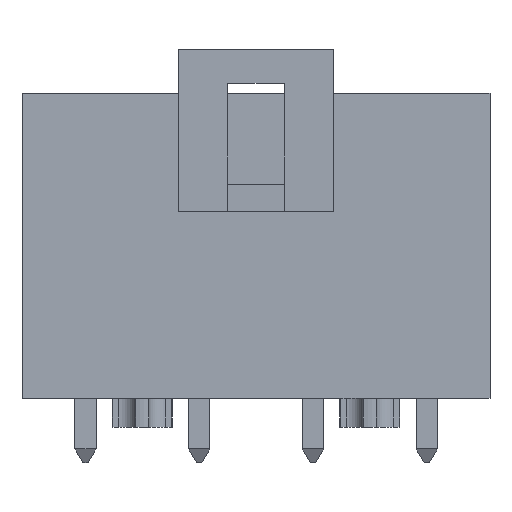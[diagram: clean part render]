
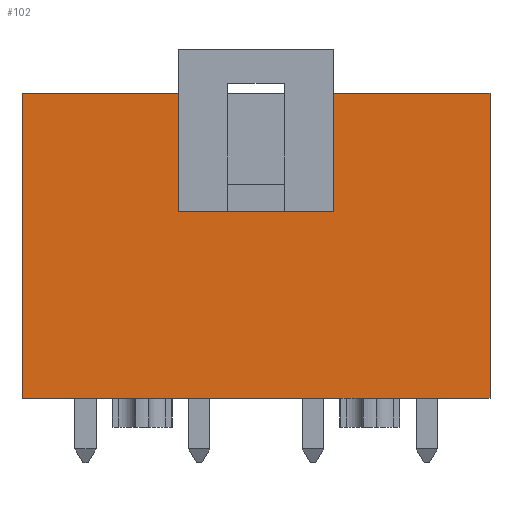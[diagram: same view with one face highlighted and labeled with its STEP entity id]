
A CAD part, front view. The second image highlights one B-rep face of the part: STEP entity #102.
In plain terms, the highlighted planar face has unit normal (0, -1, 0).
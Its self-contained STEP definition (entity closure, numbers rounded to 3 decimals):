
#102=ADVANCED_FACE('',(#420),#269,.T.);
#269=PLANE('',#3173);
#420=FACE_OUTER_BOUND('',#582,.T.);
#582=EDGE_LOOP('',(#828,#829,#830,#831,#832,#833,#834,#835));
#828=ORIENTED_EDGE('',*,*,#1985,.T.);
#829=ORIENTED_EDGE('',*,*,#1986,.T.);
#830=ORIENTED_EDGE('',*,*,#1942,.T.);
#831=ORIENTED_EDGE('',*,*,#1987,.T.);
#832=ORIENTED_EDGE('',*,*,#1988,.T.);
#833=ORIENTED_EDGE('',*,*,#1989,.T.);
#834=ORIENTED_EDGE('',*,*,#1950,.T.);
#835=ORIENTED_EDGE('',*,*,#1990,.F.);
#1660=VERTEX_POINT('',#4232);
#1661=VERTEX_POINT('',#4234);
#1668=VERTEX_POINT('',#4248);
#1669=VERTEX_POINT('',#4250);
#1700=VERTEX_POINT('',#4320);
#1701=VERTEX_POINT('',#4321);
#1702=VERTEX_POINT('',#4324);
#1703=VERTEX_POINT('',#4326);
#1942=EDGE_CURVE('',#1661,#1660,#2381,.T.);
#1950=EDGE_CURVE('',#1669,#1668,#2389,.T.);
#1985=EDGE_CURVE('',#1700,#1701,#2424,.T.);
#1986=EDGE_CURVE('',#1701,#1661,#2425,.T.);
#1987=EDGE_CURVE('',#1660,#1702,#2426,.T.);
#1988=EDGE_CURVE('',#1702,#1703,#2427,.T.);
#1989=EDGE_CURVE('',#1703,#1669,#2428,.T.);
#1990=EDGE_CURVE('',#1700,#1668,#2429,.T.);
#2381=LINE('',#4233,#2788);
#2389=LINE('',#4249,#2796);
#2424=LINE('',#4319,#2831);
#2425=LINE('',#4322,#2832);
#2426=LINE('',#4323,#2833);
#2427=LINE('',#4325,#2834);
#2428=LINE('',#4327,#2835);
#2429=LINE('',#4328,#2836);
#2788=VECTOR('',#3399,1.);
#2796=VECTOR('',#3407,1.);
#2831=VECTOR('',#3450,1.);
#2832=VECTOR('',#3451,1.);
#2833=VECTOR('',#3452,1.);
#2834=VECTOR('',#3453,1.);
#2835=VECTOR('',#3454,1.);
#2836=VECTOR('',#3455,1.);
#3173=AXIS2_PLACEMENT_3D('',#4329,#3456,#3457);
#3399=DIRECTION('',(-1.,0.,0.));
#3407=DIRECTION('',(-1.,0.,0.));
#3450=DIRECTION('',(-1.,0.,0.));
#3451=DIRECTION('',(0.,0.,1.));
#3452=DIRECTION('',(0.,0.,-1.));
#3453=DIRECTION('',(1.,0.,0.));
#3454=DIRECTION('',(0.,0.,1.));
#3455=DIRECTION('',(0.,0.,1.));
#3456=DIRECTION('',(0.,-1.,0.));
#3457=DIRECTION('',(0.,0.,-1.));
#4232=CARTESIAN_POINT('',(-11.725,0.,15.3));
#4233=CARTESIAN_POINT('',(11.725,0.,15.3));
#4234=CARTESIAN_POINT('',(-3.9,0.,15.3));
#4248=CARTESIAN_POINT('',(3.9,0.,15.3));
#4249=CARTESIAN_POINT('',(11.725,0.,15.3));
#4250=CARTESIAN_POINT('',(11.725,0.,15.3));
#4319=CARTESIAN_POINT('',(3.9,0.,9.37));
#4320=CARTESIAN_POINT('',(3.9,0.,9.37));
#4321=CARTESIAN_POINT('',(-3.9,0.,9.37));
#4322=CARTESIAN_POINT('',(-3.9,0.,9.37));
#4323=CARTESIAN_POINT('',(-11.725,0.,15.3));
#4324=CARTESIAN_POINT('',(-11.725,0.,0.));
#4325=CARTESIAN_POINT('',(-11.725,0.,0.));
#4326=CARTESIAN_POINT('',(11.725,0.,0.));
#4327=CARTESIAN_POINT('',(11.725,0.,0.));
#4328=CARTESIAN_POINT('',(3.9,0.,9.37));
#4329=CARTESIAN_POINT('',(0.,0.,0.));
